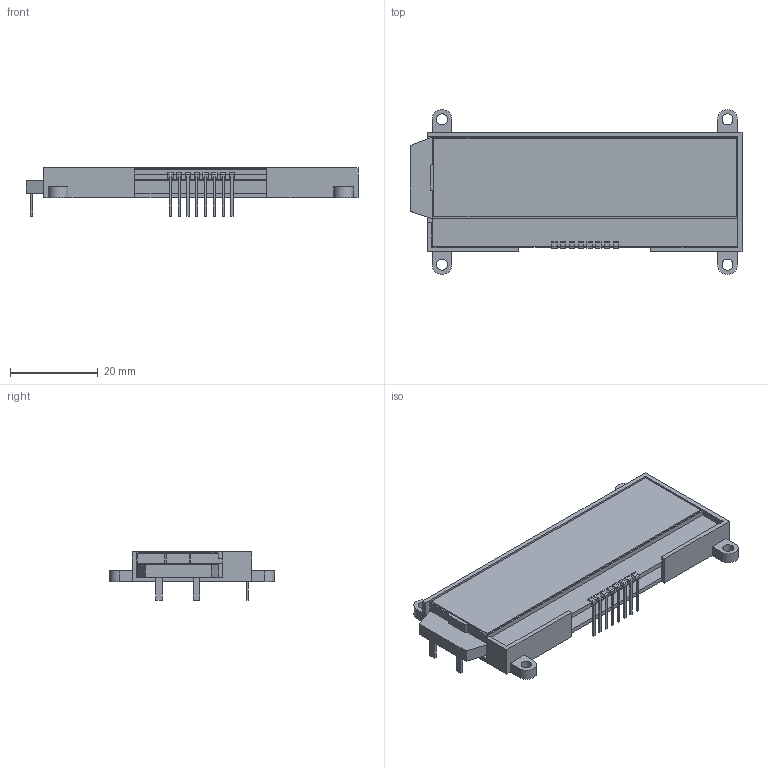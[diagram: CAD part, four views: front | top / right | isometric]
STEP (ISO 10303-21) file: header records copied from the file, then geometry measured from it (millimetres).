
FILE_DESCRIPTION (( 'STEP AP214' ), '1' );
FILE_NAME ('NHD-C0220BiZ-FSW-FBW-3V3M.STEP', '2017-07-07T14:37:24', ( '' ), ( '' ), 'SwSTEP 2.0', 'SolidWorks 2015', '' );
FILE_SCHEMA (( 'AUTOMOTIVE_DESIGN' ));
Length unit declared in the file: millimetre
Products named in the file (4): PRT0001; LCD; 1112W-3; NHD-C0220BiZ-FSW-FBW-3V3M
Assembly tree (10 placements, depth 2):
  NHD-C0220BiZ-FSW-FBW-3V3M
    1112W-3
    LCD
    PRT0001  x8
Bounding box: 75.6 x 37.6 x 11 mm (x, y, z)
Volume: 10983.6 mm3; surface area: 10904.4 mm2
Topology: 10 solids, 10 shells, 276 faces, 752 edges, 500 vertices
Faces by surface type: plane 182, cylinder 94
Entity records: 3576 total; most frequent: CARTESIAN_POINT 603, DIRECTION 580, ORIENTED_EDGE 580, EDGE_CURVE 290, VECTOR 242, LINE 242, VERTEX_POINT 192, AXIS2_PLACEMENT_3D 169
